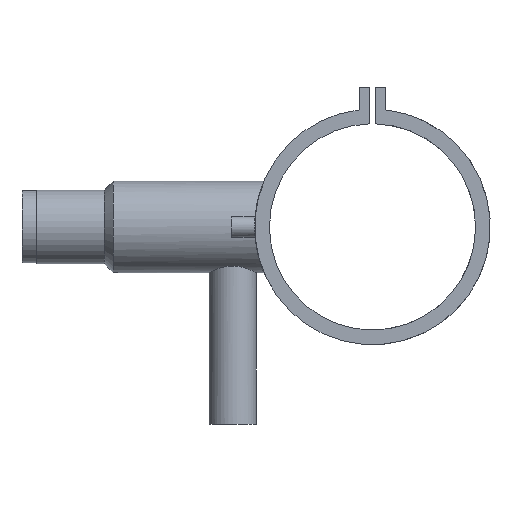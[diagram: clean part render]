
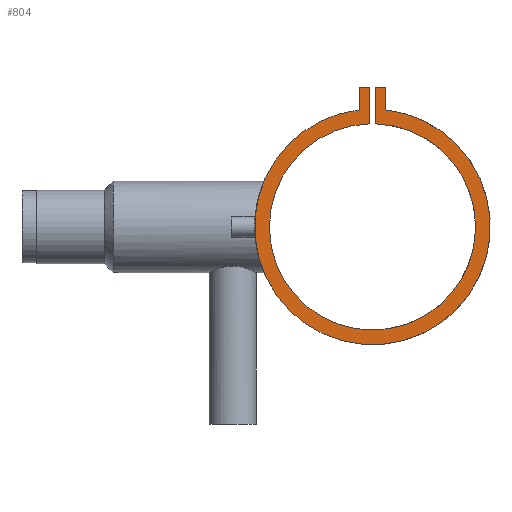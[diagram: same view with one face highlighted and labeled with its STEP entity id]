
A CAD part, left-side view. The second image highlights one B-rep face of the part: STEP entity #804.
In plain terms, the highlighted planar face has unit normal (-1, 0, 0).
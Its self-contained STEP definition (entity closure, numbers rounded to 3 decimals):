
#64 = CARTESIAN_POINT ( 'NONE',  ( -69., 9., 79.492 ) ) ;
#67 = ORIENTED_EDGE ( 'NONE', *, *, #935, .F. ) ;
#89 = DIRECTION ( 'NONE',  ( -1., 0., 0. ) ) ;
#100 = EDGE_CURVE ( 'NONE', #1556, #2341, #368, .T. ) ;
#127 = DIRECTION ( 'NONE',  ( 0., 0., -1. ) ) ;
#196 = AXIS2_PLACEMENT_3D ( 'NONE', #1801, #89, #846 ) ;
#230 = ORIENTED_EDGE ( 'NONE', *, *, #1742, .F. ) ;
#231 = CIRCLE ( 'NONE', #196, 70. ) ;
#257 = VERTEX_POINT ( 'NONE', #1390 ) ;
#295 = EDGE_LOOP ( 'NONE', ( #1645, #230, #1682, #484, #2106, #320, #67, #551 ) ) ;
#307 = VERTEX_POINT ( 'NONE', #64 ) ;
#320 = ORIENTED_EDGE ( 'NONE', *, *, #100, .F. ) ;
#321 = VERTEX_POINT ( 'NONE', #880 ) ;
#352 = VECTOR ( 'NONE', #2158, 1000. ) ;
#364 = DIRECTION ( 'NONE',  ( 0., 0., -1. ) ) ;
#368 = LINE ( 'NONE', #1127, #2075 ) ;
#425 = CARTESIAN_POINT ( 'NONE',  ( -69., 2., 69.971 ) ) ;
#434 = LINE ( 'NONE', #1195, #1310 ) ;
#436 = CARTESIAN_POINT ( 'NONE',  ( -69., -9., 94.492 ) ) ;
#479 = EDGE_CURVE ( 'NONE', #1098, #321, #1492, .T. ) ;
#484 = ORIENTED_EDGE ( 'NONE', *, *, #479, .F. ) ;
#518 = VECTOR ( 'NONE', #127, 1000. ) ;
#523 = DIRECTION ( 'NONE',  ( 1., 0., 0. ) ) ;
#541 = DIRECTION ( 'NONE',  ( 0., 0., 1. ) ) ;
#545 = PLANE ( 'NONE',  #1427 ) ;
#551 = ORIENTED_EDGE ( 'NONE', *, *, #1892, .F. ) ;
#618 = LINE ( 'NONE', #1384, #352 ) ;
#629 = CARTESIAN_POINT ( 'NONE',  ( -69., -2., 94.492 ) ) ;
#804 = ADVANCED_FACE ( 'NONE', ( #2272 ), #545, .F. ) ;
#846 = DIRECTION ( 'NONE',  ( 0., 0., -1. ) ) ;
#880 = CARTESIAN_POINT ( 'NONE',  ( -69., -2., 94.492 ) ) ;
#935 = EDGE_CURVE ( 'NONE', #1613, #1556, #434, .T. ) ;
#947 = VECTOR ( 'NONE', #1396, 1000. ) ;
#1067 = LINE ( 'NONE', #1838, #518 ) ;
#1098 = VERTEX_POINT ( 'NONE', #1472 ) ;
#1104 = EDGE_CURVE ( 'NONE', #257, #307, #1151, .T. ) ;
#1127 = CARTESIAN_POINT ( 'NONE',  ( -69., 2., 94.492 ) ) ;
#1146 = AXIS2_PLACEMENT_3D ( 'NONE', #2247, #523, #1287 ) ;
#1151 = CIRCLE ( 'NONE', #1146, 80. ) ;
#1195 = CARTESIAN_POINT ( 'NONE',  ( -69., 9., 94.492 ) ) ;
#1287 = DIRECTION ( 'NONE',  ( 0., 0., -1. ) ) ;
#1309 = CARTESIAN_POINT ( 'NONE',  ( -69., 9., 94.492 ) ) ;
#1310 = VECTOR ( 'NONE', #1963, 1000. ) ;
#1313 = CARTESIAN_POINT ( 'NONE',  ( -69., 0., 0. ) ) ;
#1333 = EDGE_CURVE ( 'NONE', #321, #1894, #2349, .T. ) ;
#1384 = CARTESIAN_POINT ( 'NONE',  ( -69., 9., 94.492 ) ) ;
#1390 = CARTESIAN_POINT ( 'NONE',  ( -69., -9., 79.492 ) ) ;
#1396 = DIRECTION ( 'NONE',  ( 0., -1., 0. ) ) ;
#1427 = AXIS2_PLACEMENT_3D ( 'NONE', #1313, #2082, #364 ) ;
#1472 = CARTESIAN_POINT ( 'NONE',  ( -69., -2., 69.971 ) ) ;
#1492 = LINE ( 'NONE', #2267, #1671 ) ;
#1556 = VERTEX_POINT ( 'NONE', #2027 ) ;
#1613 = VERTEX_POINT ( 'NONE', #1309 ) ;
#1645 = ORIENTED_EDGE ( 'NONE', *, *, #1104, .F. ) ;
#1671 = VECTOR ( 'NONE', #541, 1000. ) ;
#1682 = ORIENTED_EDGE ( 'NONE', *, *, #1333, .F. ) ;
#1742 = EDGE_CURVE ( 'NONE', #1894, #257, #1067, .T. ) ;
#1801 = CARTESIAN_POINT ( 'NONE',  ( -69., 0., 0. ) ) ;
#1838 = CARTESIAN_POINT ( 'NONE',  ( -69., -9., 94.492 ) ) ;
#1892 = EDGE_CURVE ( 'NONE', #307, #1613, #618, .T. ) ;
#1894 = VERTEX_POINT ( 'NONE', #436 ) ;
#1896 = DIRECTION ( 'NONE',  ( 0., 0., -1. ) ) ;
#1963 = DIRECTION ( 'NONE',  ( 0., -1., 0. ) ) ;
#2012 = EDGE_CURVE ( 'NONE', #2341, #1098, #231, .T. ) ;
#2027 = CARTESIAN_POINT ( 'NONE',  ( -69., 2., 94.492 ) ) ;
#2075 = VECTOR ( 'NONE', #1896, 1000. ) ;
#2082 = DIRECTION ( 'NONE',  ( 1., 0., 0. ) ) ;
#2106 = ORIENTED_EDGE ( 'NONE', *, *, #2012, .F. ) ;
#2158 = DIRECTION ( 'NONE',  ( 0., 0., 1. ) ) ;
#2247 = CARTESIAN_POINT ( 'NONE',  ( -69., 0., 0. ) ) ;
#2267 = CARTESIAN_POINT ( 'NONE',  ( -69., -2., 94.492 ) ) ;
#2272 = FACE_OUTER_BOUND ( 'NONE', #295, .T. ) ;
#2341 = VERTEX_POINT ( 'NONE', #425 ) ;
#2349 = LINE ( 'NONE', #629, #947 ) ;
